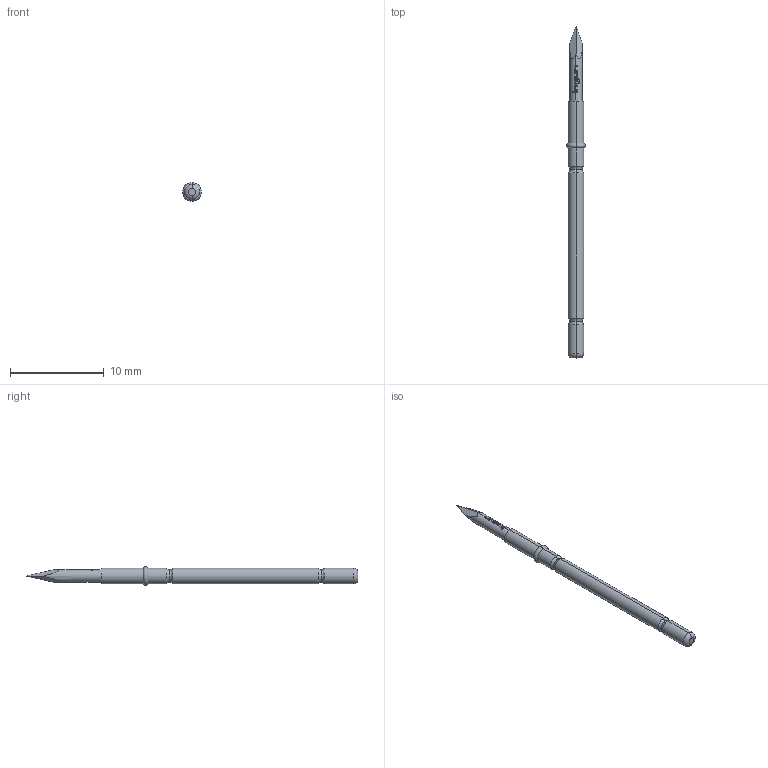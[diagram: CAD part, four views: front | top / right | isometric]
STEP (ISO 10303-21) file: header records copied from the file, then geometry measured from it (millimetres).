
FILE_DESCRIPTION (( 'STEP AP203' ), '1' );
FILE_NAME ('INGUN_GKS-912_291_130_N_xx05.STEP', '2021-10-01T09:21:44', ( 'ochi' ), ( '' ), 'SwSTEP 2.0', 'SolidWorks 2018', '' );
FILE_SCHEMA (( 'CONFIG_CONTROL_DESIGN' ));
Length unit declared in the file: millimetre
Products named in the file (1): INGUN_GKS-912_291_130_N_xx05
Bounding box: 2 x 35.4 x 2 mm (x, y, z)
Volume: 66.3 mm3; surface area: 173.1 mm2
Topology: 1 solids, 1 shells, 100 faces, 267 edges, 171 vertices
Faces by surface type: bspline 39, plane 29, cylinder 20, torus 12
Entity records: 4160 total; most frequent: CARTESIAN_POINT 2100, ORIENTED_EDGE 534, EDGE_CURVE 267, DIRECTION 219, B_SPLINE_CURVE_WITH_KNOTS 204, VERTEX_POINT 171, EDGE_LOOP 102, FACE_OUTER_BOUND 100
